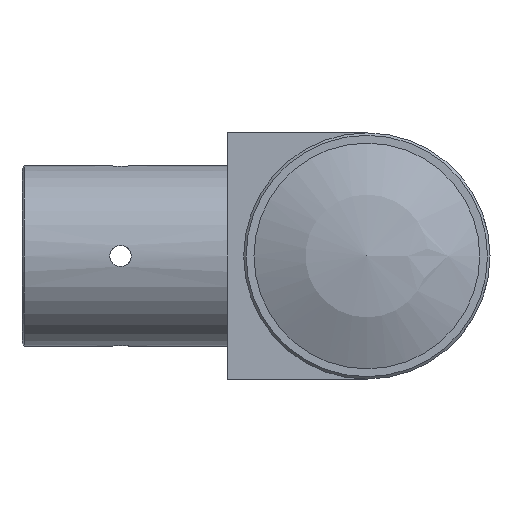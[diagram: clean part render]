
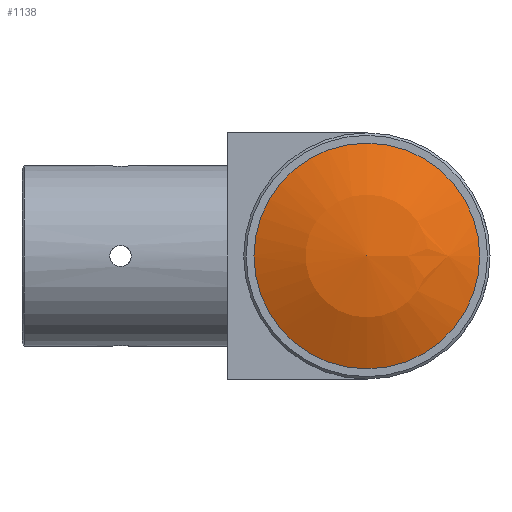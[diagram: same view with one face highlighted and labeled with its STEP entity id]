
A CAD part, left-side view. The second image highlights one B-rep face of the part: STEP entity #1138.
In plain terms, the highlighted spherical face has radius 31.209 mm.
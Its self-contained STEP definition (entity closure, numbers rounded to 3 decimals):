
#29 = DIRECTION ( 'NONE',  ( 0., 1., 0. ) ) ;
#49 = VERTEX_POINT ( 'NONE', #1229 ) ;
#120 = EDGE_CURVE ( 'NONE', #49, #49, #1026, .T. ) ;
#162 = DIRECTION ( 'NONE',  ( 0., -1., 0. ) ) ;
#236 = AXIS2_PLACEMENT_3D ( 'NONE', #955, #1226, #162 ) ;
#272 = SPHERICAL_SURFACE ( 'NONE', #236, 31.21 ) ;
#357 = AXIS2_PLACEMENT_3D ( 'NONE', #519, #646, #29 ) ;
#482 = EDGE_LOOP ( 'NONE', ( #1215 ) ) ;
#519 = CARTESIAN_POINT ( 'NONE',  ( 2.6, 0., 0. ) ) ;
#646 = DIRECTION ( 'NONE',  ( 1., 0., 0. ) ) ;
#757 = FACE_OUTER_BOUND ( 'NONE', #482, .T. ) ;
#955 = CARTESIAN_POINT ( 'NONE',  ( 30.218, 0., 0. ) ) ;
#1026 = CIRCLE ( 'NONE', #357, 14.535 ) ;
#1138 = ADVANCED_FACE ( 'NONE', ( #757 ), #272, .T. ) ;
#1215 = ORIENTED_EDGE ( 'NONE', *, *, #120, .F. ) ;
#1226 = DIRECTION ( 'NONE',  ( -1., 0., 0. ) ) ;
#1229 = CARTESIAN_POINT ( 'NONE',  ( 2.6, 14.535, 0. ) ) ;
